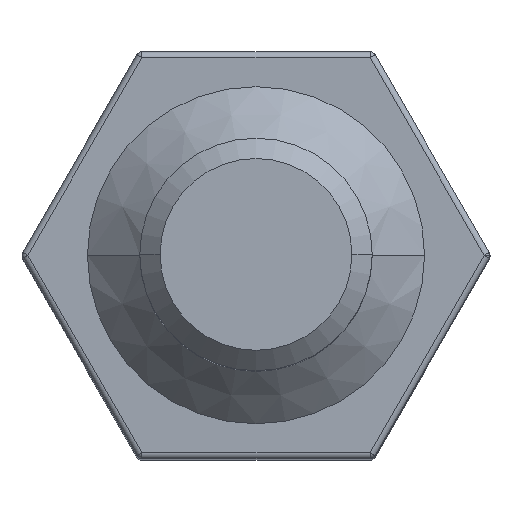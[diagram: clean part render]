
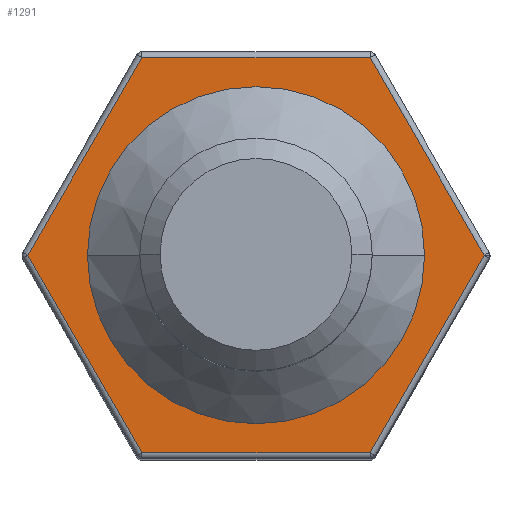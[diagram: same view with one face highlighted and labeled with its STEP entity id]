
A CAD part, top view. The second image highlights one B-rep face of the part: STEP entity #1291.
In plain terms, the highlighted planar face has unit normal (0, 0, 1).
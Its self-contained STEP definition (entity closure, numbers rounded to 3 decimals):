
#5 = CARTESIAN_POINT ( 'NONE',  ( -4.041, 0., 0. ) ) ;
#53 = ORIENTED_EDGE ( 'NONE', *, *, #611, .T. ) ;
#57 = AXIS2_PLACEMENT_3D ( 'NONE', #1118, #1117, #1109 ) ;
#58 = DIRECTION ( 'NONE',  ( -1., 0., 0. ) ) ;
#70 = ORIENTED_EDGE ( 'NONE', *, *, #249, .T. ) ;
#103 = AXIS2_PLACEMENT_3D ( 'NONE', #1199, #1196, #1193 ) ;
#107 = ORIENTED_EDGE ( 'NONE', *, *, #252, .T. ) ;
#126 = DIRECTION ( 'NONE',  ( 0.5, 0.866, 0. ) ) ;
#152 = ORIENTED_EDGE ( 'NONE', *, *, #272, .T. ) ;
#174 = CARTESIAN_POINT ( 'NONE',  ( 1.934, -3.45, 0. ) ) ;
#238 = EDGE_CURVE ( 'NONE', #1212, #1233, #992, .T. ) ;
#245 = EDGE_CURVE ( 'NONE', #1401, #1179, #929, .T. ) ;
#249 = EDGE_CURVE ( 'NONE', #433, #1401, #963, .T. ) ;
#252 = EDGE_CURVE ( 'NONE', #528, #433, #966, .T. ) ;
#269 = EDGE_CURVE ( 'NONE', #1418, #528, #873, .T. ) ;
#272 = EDGE_CURVE ( 'NONE', #1028, #1418, #837, .T. ) ;
#281 = EDGE_CURVE ( 'NONE', #1233, #1212, #854, .T. ) ;
#334 = ORIENTED_EDGE ( 'NONE', *, *, #281, .T. ) ;
#345 = CARTESIAN_POINT ( 'NONE',  ( 1.963, -3.4, 0. ) ) ;
#368 = CARTESIAN_POINT ( 'NONE',  ( -1.963, 3.4, 0. ) ) ;
#418 = ORIENTED_EDGE ( 'NONE', *, *, #245, .T. ) ;
#433 = VERTEX_POINT ( 'NONE', #713 ) ;
#490 = CARTESIAN_POINT ( 'NONE',  ( 2.9, 0., 0. ) ) ;
#528 = VERTEX_POINT ( 'NONE', #368 ) ;
#566 = AXIS2_PLACEMENT_3D ( 'NONE', #5, #1241, #922 ) ;
#611 = EDGE_CURVE ( 'NONE', #1179, #1028, #954, .T. ) ;
#713 = CARTESIAN_POINT ( 'NONE',  ( -3.926, 0., 0. ) ) ;
#718 = CARTESIAN_POINT ( 'NONE',  ( 3.926, 0., 0. ) ) ;
#742 = FACE_BOUND ( 'NONE', #1278, .T. ) ;
#778 = FACE_OUTER_BOUND ( 'NONE', #1350, .T. ) ;
#837 = LINE ( 'NONE', #1134, #885 ) ;
#853 = VECTOR ( 'NONE', #58, 1000. ) ;
#854 = CIRCLE ( 'NONE', #57, 2.9 ) ;
#873 = LINE ( 'NONE', #1151, #853 ) ;
#885 = VECTOR ( 'NONE', #1130, 1000. ) ;
#899 = VECTOR ( 'NONE', #1174, 1000. ) ;
#914 = VECTOR ( 'NONE', #1178, 1000. ) ;
#916 = CARTESIAN_POINT ( 'NONE',  ( -2.9, 0., 0. ) ) ;
#922 = DIRECTION ( 'NONE',  ( -1., 0., 0. ) ) ;
#929 = LINE ( 'NONE', #1287, #914 ) ;
#931 = VECTOR ( 'NONE', #1171, 1000. ) ;
#932 = VECTOR ( 'NONE', #126, 1000. ) ;
#954 = LINE ( 'NONE', #174, #932 ) ;
#963 = LINE ( 'NONE', #1175, #899 ) ;
#966 = LINE ( 'NONE', #1184, #931 ) ;
#992 = CIRCLE ( 'NONE', #103, 2.9 ) ;
#1020 = ORIENTED_EDGE ( 'NONE', *, *, #238, .T. ) ;
#1028 = VERTEX_POINT ( 'NONE', #718 ) ;
#1109 = DIRECTION ( 'NONE',  ( -1., 0., 0. ) ) ;
#1117 = DIRECTION ( 'NONE',  ( 0., 0., -1. ) ) ;
#1118 = CARTESIAN_POINT ( 'NONE',  ( 0., 0., 0. ) ) ;
#1130 = DIRECTION ( 'NONE',  ( -0.5, 0.866, 0. ) ) ;
#1134 = CARTESIAN_POINT ( 'NONE',  ( 1.934, 3.45, 0. ) ) ;
#1151 = CARTESIAN_POINT ( 'NONE',  ( -4.041, 3.4, 0. ) ) ;
#1161 = CARTESIAN_POINT ( 'NONE',  ( -1.963, -3.4, 0. ) ) ;
#1166 = CARTESIAN_POINT ( 'NONE',  ( 1.963, 3.4, 0. ) ) ;
#1171 = DIRECTION ( 'NONE',  ( -0.5, -0.866, 0. ) ) ;
#1174 = DIRECTION ( 'NONE',  ( 0.5, -0.866, 0. ) ) ;
#1175 = CARTESIAN_POINT ( 'NONE',  ( -3.955, 0.05, 0. ) ) ;
#1178 = DIRECTION ( 'NONE',  ( 1., 0., 0. ) ) ;
#1179 = VERTEX_POINT ( 'NONE', #345 ) ;
#1184 = CARTESIAN_POINT ( 'NONE',  ( -3.955, -0.05, 0. ) ) ;
#1193 = DIRECTION ( 'NONE',  ( -1., 0., 0. ) ) ;
#1196 = DIRECTION ( 'NONE',  ( 0., 0., -1. ) ) ;
#1199 = CARTESIAN_POINT ( 'NONE',  ( 0., 0., 0. ) ) ;
#1212 = VERTEX_POINT ( 'NONE', #916 ) ;
#1233 = VERTEX_POINT ( 'NONE', #490 ) ;
#1241 = DIRECTION ( 'NONE',  ( 0., 0., -1. ) ) ;
#1278 = EDGE_LOOP ( 'NONE', ( #1020, #334 ) ) ;
#1287 = CARTESIAN_POINT ( 'NONE',  ( -4.041, -3.4, 0. ) ) ;
#1291 = ADVANCED_FACE ( 'NONE', ( #778, #742 ), #1346, .F. ) ;
#1346 = PLANE ( 'NONE',  #566 ) ;
#1350 = EDGE_LOOP ( 'NONE', ( #152, #1384, #107, #70, #418, #53 ) ) ;
#1384 = ORIENTED_EDGE ( 'NONE', *, *, #269, .T. ) ;
#1401 = VERTEX_POINT ( 'NONE', #1161 ) ;
#1418 = VERTEX_POINT ( 'NONE', #1166 ) ;
